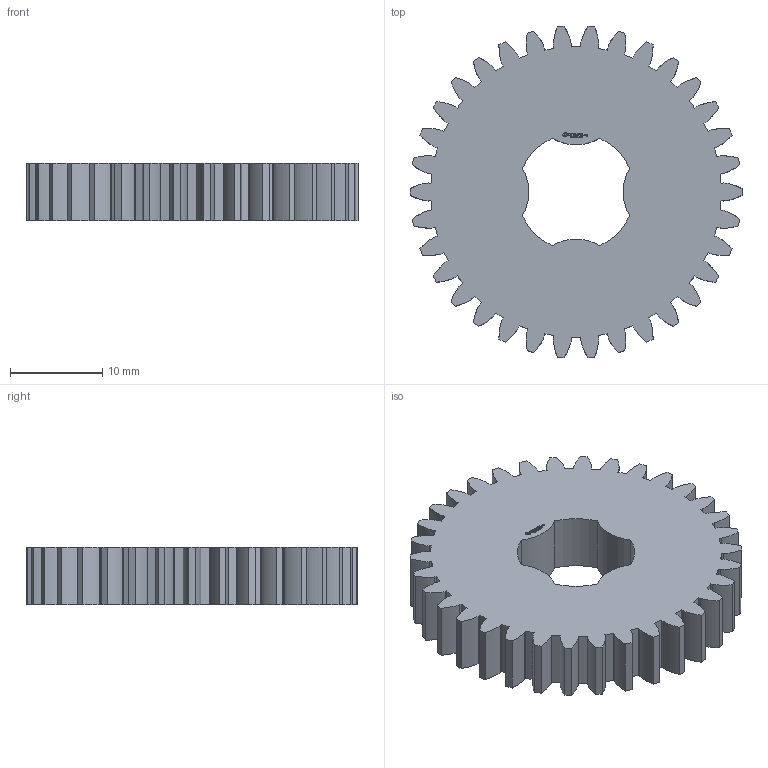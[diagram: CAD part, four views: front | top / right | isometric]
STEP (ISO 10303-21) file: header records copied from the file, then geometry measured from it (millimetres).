
FILE_DESCRIPTION(('FreeCAD Model'),'2;1');
FILE_NAME('Open CASCADE Shape Model','2024-03-09T19:42:23',(''),(''), 'Open CASCADE STEP processor 7.6','FreeCAD','Unknown');
FILE_SCHEMA(('AUTOMOTIVE_DESIGN { 1 0 10303 214 1 1 1 1 }'));
Length unit declared in the file: millimetre
Products named in the file (1): Gear Wheel PLN TTH34 BU00.50 SFT-SHD - SPN-GWH-0114 (stemfie.org)
Bounding box: 35.99 x 35.91 x 6.25 mm (x, y, z)
Volume: 4925.6 mm3; surface area: 3208.7 mm2
Topology: 1 solids, 1 shells, 644 faces, 1836 edges, 1224 vertices
Faces by surface type: plane 338, extrusion 298, cylinder 8
Entity records: 55337 total; most frequent: CARTESIAN_POINT 16157, DIRECTION 5324, VECTOR 4582, LINE 4284, ORIENTED_EDGE 3672, PCURVE 3672, DEFINITIONAL_REPRESENTATION 3672, EDGE_CURVE 1836
